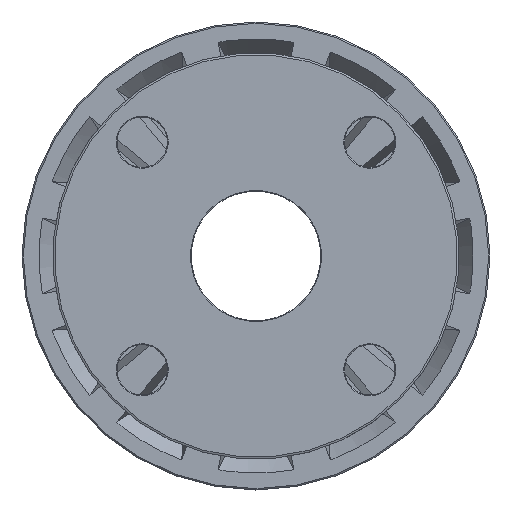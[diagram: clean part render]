
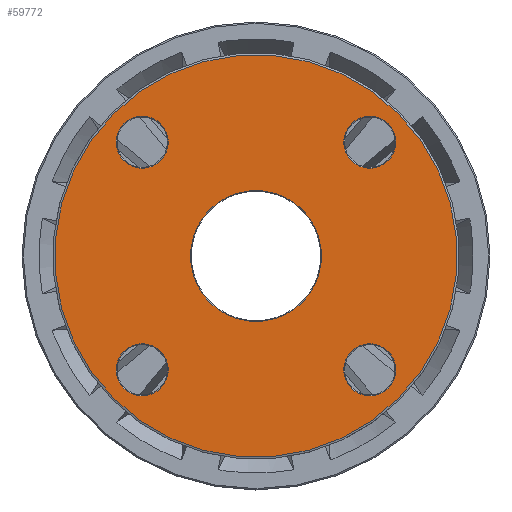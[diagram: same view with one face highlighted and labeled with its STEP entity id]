
A CAD part, front view. The second image highlights one B-rep face of the part: STEP entity #59772.
In plain terms, the highlighted planar face has unit normal (0, -1, 0).
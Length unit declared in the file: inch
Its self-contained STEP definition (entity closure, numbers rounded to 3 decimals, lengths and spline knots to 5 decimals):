
#59694=CARTESIAN_POINT('',(-2.10011,-4.,-2.10011));
#59695=VERTEX_POINT('',#59694);
#59696=CARTESIAN_POINT('',(0.,-4.,0.));
#59697=DIRECTION('',(0.,1.,0.));
#59698=DIRECTION('',(0.707,0.,0.707));
#59699=AXIS2_PLACEMENT_3D('',#59696,#59697,#59698);
#59700=CIRCLE('',#59699,2.97);
#59701=EDGE_CURVE('',#59695,#59695,#59700,.T.);
#59709=CARTESIAN_POINT('',(-1.39883,-4.,-1.39883));
#59710=DIRECTION('',(0.0,-1.0,0.0));
#59711=DIRECTION('',(-0.707,0.0,0.707));
#59712=AXIS2_PLACEMENT_3D('',#59709,#59710,#59711);
#59713=PLANE('',#59712);
#59714=ORIENTED_EDGE('',*,*,#59701,.F.);
#59715=EDGE_LOOP('',(#59714));
#59716=FACE_OUTER_BOUND('',#59715,.T.);
#59717=CARTESIAN_POINT('',(1.40891,-4.,1.94985));
#59718=VERTEX_POINT('',#59717);
#59719=CARTESIAN_POINT('',(1.67938,-4.,1.67938));
#59720=DIRECTION('',(0.,-1.0,0.));
#59721=DIRECTION('',(0.707,0.,-0.707));
#59722=AXIS2_PLACEMENT_3D('',#59719,#59720,#59721);
#59723=CIRCLE('',#59722,0.3825);
#59724=EDGE_CURVE('',#59718,#59718,#59723,.T.);
#59725=ORIENTED_EDGE('',*,*,#59724,.F.);
#59726=EDGE_LOOP('',(#59725));
#59727=FACE_BOUND('',#59726,.T.);
#59728=CARTESIAN_POINT('',(1.94985,-4.,-1.40891));
#59729=VERTEX_POINT('',#59728);
#59730=CARTESIAN_POINT('',(1.67938,-4.,-1.67938));
#59731=DIRECTION('',(0.,-1.0,0.));
#59732=DIRECTION('',(-0.707,0.,-0.707));
#59733=AXIS2_PLACEMENT_3D('',#59730,#59731,#59732);
#59734=CIRCLE('',#59733,0.3825);
#59735=EDGE_CURVE('',#59729,#59729,#59734,.T.);
#59736=ORIENTED_EDGE('',*,*,#59735,.F.);
#59737=EDGE_LOOP('',(#59736));
#59738=FACE_BOUND('',#59737,.T.);
#59739=CARTESIAN_POINT('',(-1.40891,-4.,-1.94985));
#59740=VERTEX_POINT('',#59739);
#59741=CARTESIAN_POINT('',(-1.67938,-4.,-1.67938));
#59742=DIRECTION('',(0.,-1.0,0.));
#59743=DIRECTION('',(-0.707,0.,0.707));
#59744=AXIS2_PLACEMENT_3D('',#59741,#59742,#59743);
#59745=CIRCLE('',#59744,0.3825);
#59746=EDGE_CURVE('',#59740,#59740,#59745,.T.);
#59747=ORIENTED_EDGE('',*,*,#59746,.F.);
#59748=EDGE_LOOP('',(#59747));
#59749=FACE_BOUND('',#59748,.T.);
#59750=CARTESIAN_POINT('',(-0.68342,-4.,-0.68342));
#59751=VERTEX_POINT('',#59750);
#59752=CARTESIAN_POINT('',(0.,-4.,0.));
#59753=DIRECTION('',(0.,-1.0,0.));
#59754=DIRECTION('',(0.707,0.,0.707));
#59755=AXIS2_PLACEMENT_3D('',#59752,#59753,#59754);
#59756=CIRCLE('',#59755,0.9665);
#59757=EDGE_CURVE('',#59751,#59751,#59756,.T.);
#59758=ORIENTED_EDGE('',*,*,#59757,.F.);
#59759=EDGE_LOOP('',(#59758));
#59760=FACE_BOUND('',#59759,.T.);
#59761=CARTESIAN_POINT('',(-1.94985,-4.,1.40891));
#59762=VERTEX_POINT('',#59761);
#59763=CARTESIAN_POINT('',(-1.67938,-4.,1.67938));
#59764=DIRECTION('',(0.,-1.0,0.));
#59765=DIRECTION('',(0.707,0.,0.707));
#59766=AXIS2_PLACEMENT_3D('',#59763,#59764,#59765);
#59767=CIRCLE('',#59766,0.3825);
#59768=EDGE_CURVE('',#59762,#59762,#59767,.T.);
#59769=ORIENTED_EDGE('',*,*,#59768,.F.);
#59770=EDGE_LOOP('',(#59769));
#59771=FACE_BOUND('',#59770,.T.);
#59772=ADVANCED_FACE('',(#59716,#59727,#59738,#59749,#59760,#59771),#59713,.T.);
